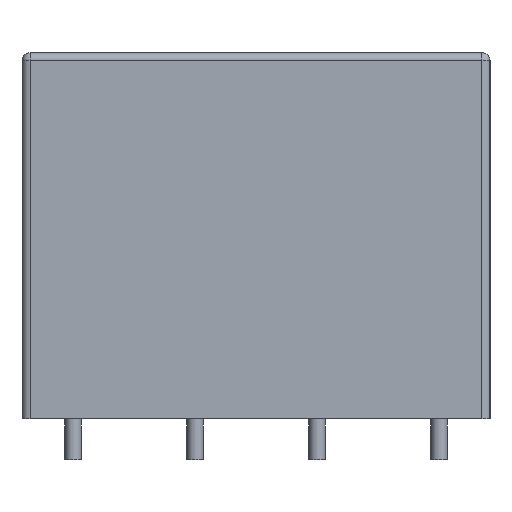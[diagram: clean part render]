
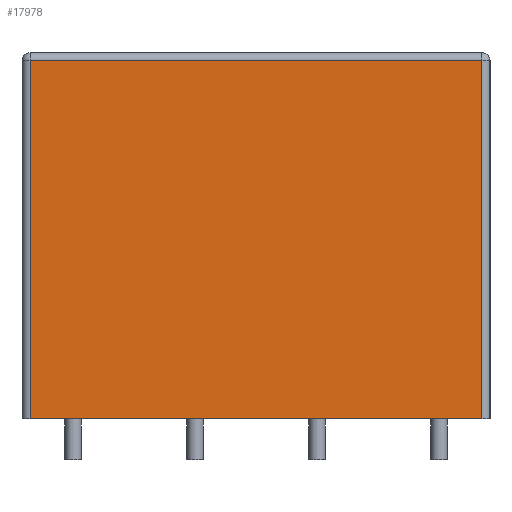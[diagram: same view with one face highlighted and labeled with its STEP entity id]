
A CAD part, left-side view. The second image highlights one B-rep face of the part: STEP entity #17978.
In plain terms, the highlighted planar face has unit normal (-1, 0, 0).
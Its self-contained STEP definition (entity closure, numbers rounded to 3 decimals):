
#2223=FACE_OUTER_BOUND('',#3293,.T.);
#3293=EDGE_LOOP('',(#16316,#16317,#16318,#16319));
#5101=LINE('',#32638,#6913);
#5104=LINE('',#32651,#6916);
#5106=LINE('',#32655,#6918);
#5110=LINE('',#32664,#6922);
#6913=VECTOR('',#21805,10.);
#6916=VECTOR('',#21820,10.);
#6918=VECTOR('',#21826,10.);
#6922=VECTOR('',#21840,10.);
#8625=VERTEX_POINT('',#32631);
#8627=VERTEX_POINT('',#32636);
#8628=VERTEX_POINT('',#32641);
#8630=VERTEX_POINT('',#32647);
#11185=EDGE_CURVE('',#8627,#8625,#5101,.T.);
#11192=EDGE_CURVE('',#8628,#8630,#5104,.T.);
#11194=EDGE_CURVE('',#8625,#8628,#5106,.T.);
#11198=EDGE_CURVE('',#8630,#8627,#5110,.T.);
#16316=ORIENTED_EDGE('',*,*,#11185,.F.);
#16317=ORIENTED_EDGE('',*,*,#11198,.F.);
#16318=ORIENTED_EDGE('',*,*,#11192,.F.);
#16319=ORIENTED_EDGE('',*,*,#11194,.F.);
#16919=PLANE('',#18675);
#17978=ADVANCED_FACE('',(#2223),#16919,.T.);
#18675=AXIS2_PLACEMENT_3D('',#32663,#21838,#21839);
#21805=DIRECTION('',(0.,0.,1.));
#21820=DIRECTION('',(0.,0.,-1.));
#21826=DIRECTION('',(0.,-1.,0.));
#21838=DIRECTION('center_axis',(-1.,0.,0.));
#21839=DIRECTION('ref_axis',(0.,-1.,0.));
#21840=DIRECTION('',(0.,1.,0.));
#32631=CARTESIAN_POINT('',(-19.,11.1,17.6));
#32636=CARTESIAN_POINT('',(-19.,11.1,0.));
#32638=CARTESIAN_POINT('',(-19.,11.1,0.));
#32641=CARTESIAN_POINT('',(-19.,-11.1,17.6));
#32647=CARTESIAN_POINT('',(-19.,-11.1,0.));
#32651=CARTESIAN_POINT('',(-19.,-11.1,0.));
#32655=CARTESIAN_POINT('',(-19.,5.75,17.6));
#32663=CARTESIAN_POINT('Origin',(-19.,11.5,0.));
#32664=CARTESIAN_POINT('',(-19.,-11.5,0.));
